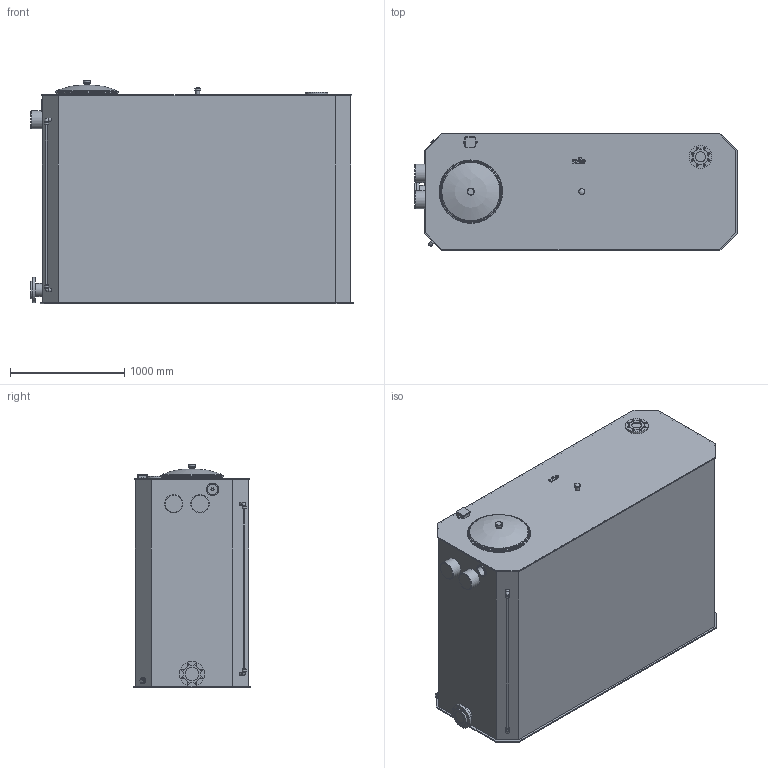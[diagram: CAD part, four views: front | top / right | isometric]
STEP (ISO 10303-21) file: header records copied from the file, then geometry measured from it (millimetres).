
FILE_DESCRIPTION(/* description */ (''),/* implementation_level */ '2;1');
FILE_NAME(/* name */ '3d_VBH3000LEckig-2523785.stp',/* time_stamp */ '2017-09-20T13:35:46+02:00',/* author */ ('Andrzej'),/* organization */ (''),/* preprocessor_version */ 'ST-DEVELOPER v16.13',/* originating_system */ 'AutoCAD Mechanical',/* authorisation */ '');
FILE_SCHEMA (('AUTOMOTIVE_DESIGN { 1 0 10303 214 3 1 1 }'));
Length unit declared in the file: millimetre
Products named in the file (1): Product
Bounding box: 2820 x 1030 x 1955 mm (x, y, z)
Volume: 4840100664.3 mm3; surface area: 19657441.5 mm2
Topology: 9 solids, 12 shells, 278 faces, 622 edges, 401 vertices
Faces by surface type: plane 131, cylinder 73, bspline 27, torus 26, cone 20, sphere 1
Full cylindrical faces by diameter (mm): 12 x1, 18 x16, 21.3 x1, 25 x2, 30 x2, 32.5 x1, 34 x2, 39 x1, 48 x1, 53 x1, 54.6 x1, 61 x1, 88.9 x1, 90 x1, 110 x1, 114.3 x2, 156 x1, 160 x2, 200 x1, 220 x1, 504 x1, 520.922 x1, 526 x1, 543 x1, 548 x1, 552.657 x1, 555 x1
Entity records: 7438 total; most frequent: CARTESIAN_POINT 1583, DIRECTION 1183, ORIENTED_EDGE 1052, EDGE_CURVE 526, AXIS2_PLACEMENT_3D 454, EDGE_LOOP 414, VERTEX_POINT 386, FACE_OUTER_BOUND 278
